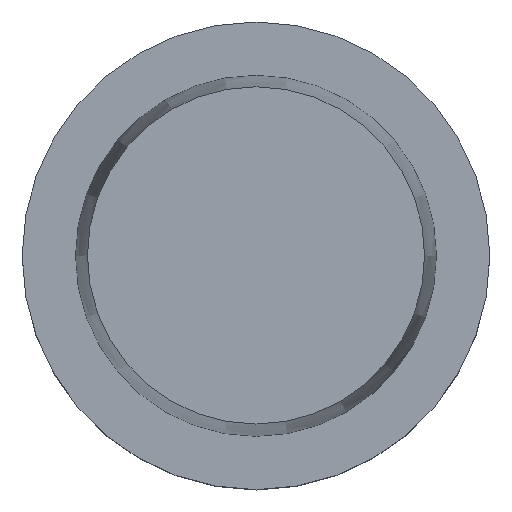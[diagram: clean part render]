
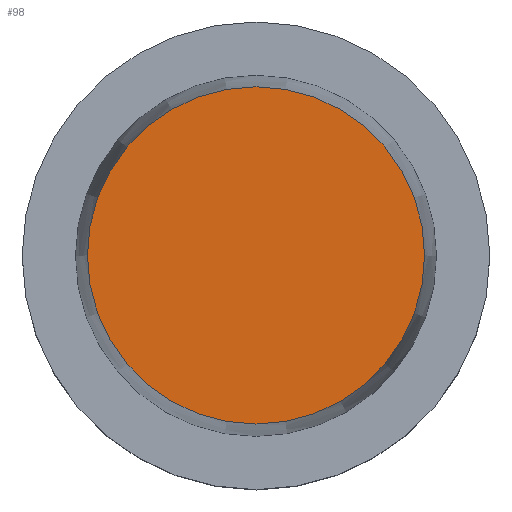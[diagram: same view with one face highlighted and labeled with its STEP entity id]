
A CAD part, top view. The second image highlights one B-rep face of the part: STEP entity #98.
In plain terms, the highlighted planar face has unit normal (0, 0, 1).
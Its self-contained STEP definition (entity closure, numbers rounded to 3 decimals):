
#48=PLANE('',#398);
#59=FACE_OUTER_BOUND('',#164,.T.);
#98=ADVANCED_FACE('',(#59),#48,.T.);
#164=EDGE_LOOP('',(#220));
#220=ORIENTED_EDGE('',*,*,#301,.T.);
#266=VERTEX_POINT('',#583);
#301=EDGE_CURVE('',#266,#266,#332,.T.);
#332=CIRCLE('',#397,22.712);
#397=AXIS2_PLACEMENT_3D('',#582,#491,#492);
#398=AXIS2_PLACEMENT_3D('',#584,#493,#494);
#491=DIRECTION('',(0.,0.,1.));
#492=DIRECTION('',(1.,0.,0.));
#493=DIRECTION('',(0.,0.,1.));
#494=DIRECTION('',(1.,0.,0.));
#582=CARTESIAN_POINT('',(0.,0.,32.));
#583=CARTESIAN_POINT('',(22.712,0.,32.));
#584=CARTESIAN_POINT('',(0.,0.,32.));
